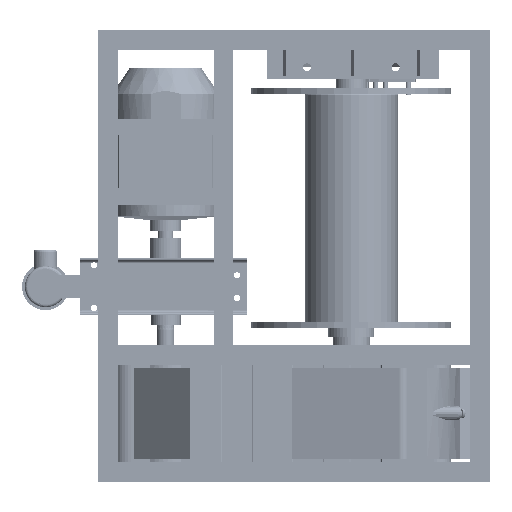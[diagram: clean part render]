
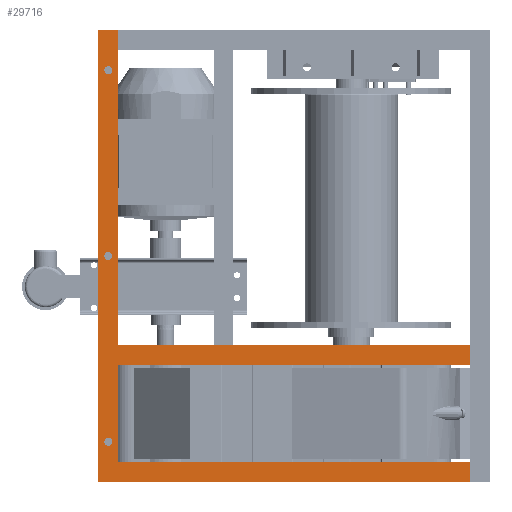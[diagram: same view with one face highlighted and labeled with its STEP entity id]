
A CAD part, front view. The second image highlights one B-rep face of the part: STEP entity #29716.
In plain terms, the highlighted planar face has unit normal (0, -1, 0).
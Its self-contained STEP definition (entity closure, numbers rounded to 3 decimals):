
#29716=ADVANCED_FACE('',(#104685,#104687,#104689,#104691),#104693,.T.);
#104685=FACE_BOUND('',#104686,.T.);
#104686=EDGE_LOOP('',(#165889,#165890,#165891,#165892,#165893,#165894,#165895,#165896,
#165897,#165898,#165899));
#104687=FACE_BOUND('',#104688,.T.);
#104688=EDGE_LOOP('',(#165900));
#104689=FACE_BOUND('',#104690,.T.);
#104690=EDGE_LOOP('',(#165901));
#104691=FACE_BOUND('',#104692,.T.);
#104692=EDGE_LOOP('',(#165902));
#104693=PLANE('',#104694);
#104694=AXIS2_PLACEMENT_3D('',#104695,#104696,#104697);
#104695=CARTESIAN_POINT('',(-815.,-500.,1332.5));
#104696=DIRECTION('',(-0.,-1.,-0.));
#104697=DIRECTION('',(-1.,0.,0.));
#165889=ORIENTED_EDGE('',*,*,#211765,.T.);
#165890=ORIENTED_EDGE('',*,*,#211766,.T.);
#165891=ORIENTED_EDGE('',*,*,#211767,.T.);
#165892=ORIENTED_EDGE('',*,*,#211768,.F.);
#165893=ORIENTED_EDGE('',*,*,#211769,.F.);
#165894=ORIENTED_EDGE('',*,*,#211770,.F.);
#165895=ORIENTED_EDGE('',*,*,#211771,.T.);
#165896=ORIENTED_EDGE('',*,*,#211772,.T.);
#165897=ORIENTED_EDGE('',*,*,#211698,.F.);
#165898=ORIENTED_EDGE('',*,*,#211739,.F.);
#165899=ORIENTED_EDGE('',*,*,#211773,.F.);
#165900=ORIENTED_EDGE('',*,*,#211774,.T.);
#165901=ORIENTED_EDGE('',*,*,#211775,.T.);
#165902=ORIENTED_EDGE('',*,*,#211776,.T.);
#211698=EDGE_CURVE('',#242914,#242946,#242947,.T.);
#211739=EDGE_CURVE('',#243025,#242914,#243026,.T.);
#211765=EDGE_CURVE('',#243064,#243065,#243066,.T.);
#211766=EDGE_CURVE('',#243065,#243067,#243068,.T.);
#211767=EDGE_CURVE('',#243067,#243069,#243070,.F.);
#211768=EDGE_CURVE('',#243071,#243069,#243072,.T.);
#211769=EDGE_CURVE('',#243073,#243071,#243074,.T.);
#211770=EDGE_CURVE('',#243075,#243073,#243076,.T.);
#211771=EDGE_CURVE('',#243075,#243077,#243078,.F.);
#211772=EDGE_CURVE('',#243077,#242946,#243079,.T.);
#211773=EDGE_CURVE('',#243064,#243025,#243080,.T.);
#211774=EDGE_CURVE('',#243081,#243081,#243082,.F.);
#211775=EDGE_CURVE('',#243083,#243083,#243084,.F.);
#211776=EDGE_CURVE('',#243085,#243085,#243086,.F.);
#242914=VERTEX_POINT('',#339858);
#242946=VERTEX_POINT('',#339922);
#242947=LINE('',#339923,#339924);
#243025=VERTEX_POINT('',#340101);
#243026=LINE('',#340102,#340103);
#243064=VERTEX_POINT('',#340192);
#243065=VERTEX_POINT('',#340193);
#243066=LINE('',#340194,#340195);
#243067=VERTEX_POINT('',#340197);
#243068=LINE('',#340198,#340199);
#243069=VERTEX_POINT('',#340201);
#243070=LINE('',#340202,#340203);
#243071=VERTEX_POINT('',#340205);
#243072=LINE('',#340206,#340207);
#243073=VERTEX_POINT('',#340209);
#243074=LINE('',#340210,#340211);
#243075=VERTEX_POINT('',#340213);
#243076=LINE('',#340214,#340215);
#243077=VERTEX_POINT('',#340217);
#243078=LINE('',#340218,#340219);
#243079=LINE('',#340221,#340222);
#243080=LINE('',#340224,#340225);
#243081=VERTEX_POINT('',#340227);
#243082=CIRCLE('',#340228,14.);
#243083=VERTEX_POINT('',#340232);
#243084=CIRCLE('',#340233,14.);
#243085=VERTEX_POINT('',#340237);
#243086=CIRCLE('',#340238,14.);
#339858=CARTESIAN_POINT('',(-815.,-500.,1270.));
#339922=CARTESIAN_POINT('',(-815.,-500.,240.));
#339923=CARTESIAN_POINT('',(-815.,-500.,1270.));
#339924=VECTOR('',#339925,1.);
#339925=DIRECTION('',(0.,0.,-1.));
#340101=CARTESIAN_POINT('',(-815.,-500.,1340.));
#340102=CARTESIAN_POINT('',(-815.,-500.,1340.));
#340103=VECTOR('',#340104,1.);
#340104=DIRECTION('',(0.,0.,-1.));
#340192=CARTESIAN_POINT('',(-885.,-500.,1340.));
#340193=CARTESIAN_POINT('',(-885.,-500.,-240.));
#340194=CARTESIAN_POINT('',(-885.,-500.,1340.));
#340195=VECTOR('',#340196,1.);
#340196=DIRECTION('',(0.,0.,-1.));
#340197=CARTESIAN_POINT('',(415.,-500.,-240.));
#340198=CARTESIAN_POINT('',(-885.,-500.,-240.));
#340199=VECTOR('',#340200,1.);
#340200=DIRECTION('',(1.,0.,0.));
#340201=CARTESIAN_POINT('',(415.,-500.,-170.));
#340202=CARTESIAN_POINT('',(415.,-500.,-170.));
#340203=VECTOR('',#340204,1.);
#340204=DIRECTION('',(0.,0.,-1.));
#340205=CARTESIAN_POINT('',(-815.,-500.,-170.));
#340206=CARTESIAN_POINT('',(-815.,-500.,-170.));
#340207=VECTOR('',#340208,1.);
#340208=DIRECTION('',(1.,0.,0.));
#340209=CARTESIAN_POINT('',(-815.,-500.,170.));
#340210=CARTESIAN_POINT('',(-815.,-500.,170.));
#340211=VECTOR('',#340212,1.);
#340212=DIRECTION('',(0.,0.,-1.));
#340213=CARTESIAN_POINT('',(415.,-500.,170.));
#340214=CARTESIAN_POINT('',(415.,-500.,170.));
#340215=VECTOR('',#340216,1.);
#340216=DIRECTION('',(-1.,0.,0.));
#340217=CARTESIAN_POINT('',(415.,-500.,240.));
#340218=CARTESIAN_POINT('',(415.,-500.,240.));
#340219=VECTOR('',#340220,1.);
#340220=DIRECTION('',(0.,0.,-1.));
#340221=CARTESIAN_POINT('',(415.,-500.,240.));
#340222=VECTOR('',#340223,1.);
#340223=DIRECTION('',(-1.,0.,0.));
#340224=CARTESIAN_POINT('',(-885.,-500.,1340.));
#340225=VECTOR('',#340226,1.);
#340226=DIRECTION('',(1.,0.,0.));
#340227=CARTESIAN_POINT('',(-836.,-500.,1200.));
#340228=AXIS2_PLACEMENT_3D('',#340229,#340230,#340231);
#340229=CARTESIAN_POINT('',(-850.,-500.,1200.));
#340230=DIRECTION('',(-0.,-1.,-0.));
#340231=DIRECTION('',(1.,0.,-0.));
#340232=CARTESIAN_POINT('',(-836.,-500.,550.));
#340233=AXIS2_PLACEMENT_3D('',#340234,#340235,#340236);
#340234=CARTESIAN_POINT('',(-850.,-500.,550.));
#340235=DIRECTION('',(-0.,-1.,-0.));
#340236=DIRECTION('',(1.,0.,-0.));
#340237=CARTESIAN_POINT('',(-836.,-500.,-100.));
#340238=AXIS2_PLACEMENT_3D('',#340239,#340240,#340241);
#340239=CARTESIAN_POINT('',(-850.,-500.,-100.));
#340240=DIRECTION('',(-0.,-1.,-0.));
#340241=DIRECTION('',(1.,0.,-0.));
